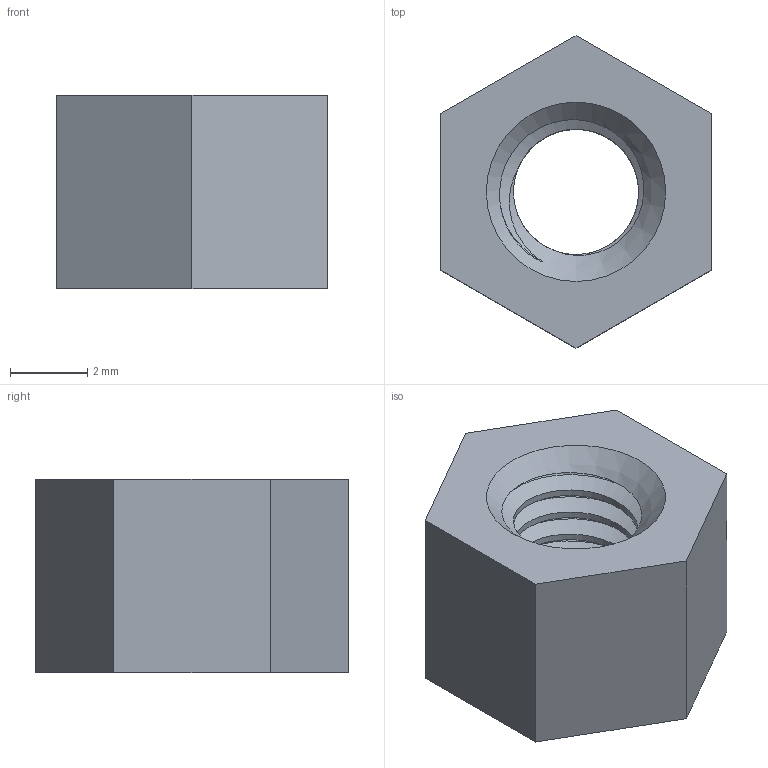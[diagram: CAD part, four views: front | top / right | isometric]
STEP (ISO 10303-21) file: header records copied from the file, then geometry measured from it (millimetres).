
FILE_DESCRIPTION(('STEP AP203'), '1');
FILE_NAME('hex spacer standoff nut M4 L5', '', ('UNSPECIFIED'), ('UNSPECIFIED'), 'ASCON STEP Converter 1.6', 'ASCON Math Kernel', '');
FILE_SCHEMA(('CONFIG_CONTROL_DESIGN'));
Length unit declared in the file: millimetre
Bounding box: 7 x 8.08 x 5 mm (x, y, z)
Volume: 158 mm3; surface area: 265.9 mm2
Topology: 1 solids, 1 shells, 17 faces, 46 edges, 32 vertices
Faces by surface type: plane 8, cylinder 4, bspline 3, cone 2
Entity records: 5975 total; most frequent: CARTESIAN_POINT 5409, ORIENTED_EDGE 86, DIRECTION 59, EDGE_CURVE 43, VERTEX_POINT 30, EDGE_LOOP 21, LINE 21, VECTOR 21
